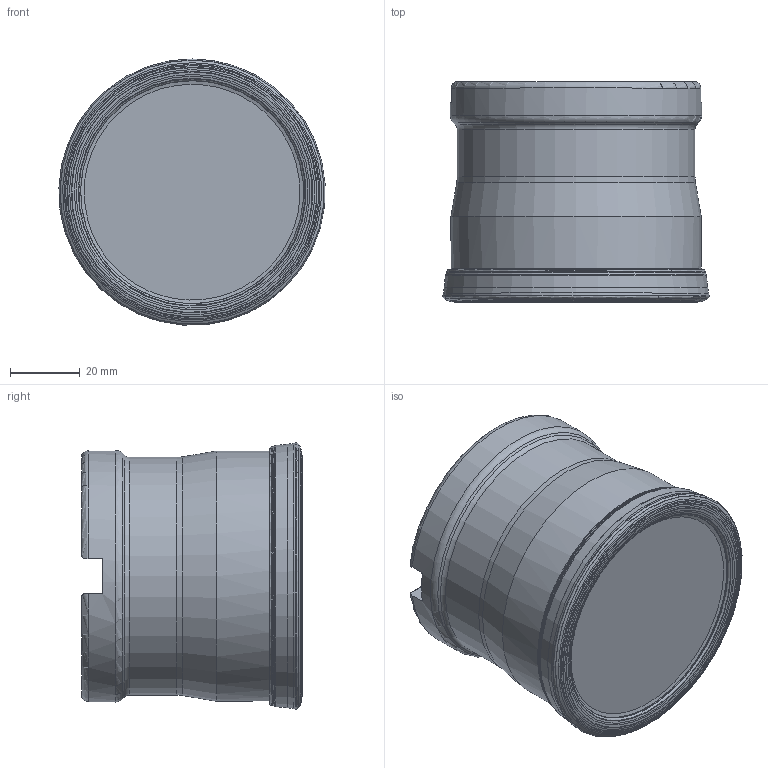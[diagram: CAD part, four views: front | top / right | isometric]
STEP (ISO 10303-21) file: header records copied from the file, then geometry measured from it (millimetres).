
FILE_DESCRIPTION(/* description */ (''),/* implementation_level */ '2;1');
FILE_NAME(/* name */ 'TURNING_FHF-ENMX06-D300Z10S100I.stp',/* time_stamp */ '2020-09-23T11:39:38+09:00',/* author */ (''),/* organization */ (''),/* preprocessor_version */ 'ST-DEVELOPER v16',/* originating_system */ 'SIEMENS PLM Software NX 10.0',/* authorisation */ '');
FILE_SCHEMA (('AP203_CONFIGURATION_CONTROLLED_3D_DESIGN_OF_MECHANICAL_PARTS_AND_ASSEMBLIES_MIM_LF { 1 0 10303 403 2 1 2}'));
Length unit declared in the file: millimetre
Products named in the file (1): 12014C04DDBA1see
Bounding box: 76.13 x 62.99 x 76.13 mm (x, y, z)
Volume: 194978.6 mm3; surface area: 27377.3 mm2
Topology: 2 solids, 4 shells, 89 faces, 234 edges, 153 vertices
Faces by surface type: revolution 44, plane 17, cylinder 11, cone 8, torus 8, bspline 1
Full cylindrical faces by diameter (mm): 13.7 x1, 21 x1, 25.4 x1, 26.4 x1, 68.009 x1, 71.6 x1, 72.009 x1
Entity records: 2667 total; most frequent: CARTESIAN_POINT 926, DIRECTION 313, ORIENTED_EDGE 258, EDGE_LOOP 150, EDGE_CURVE 129, FACE_BOUND 126, AXIS2_PLACEMENT_3D 119, VERTEX_POINT 107
